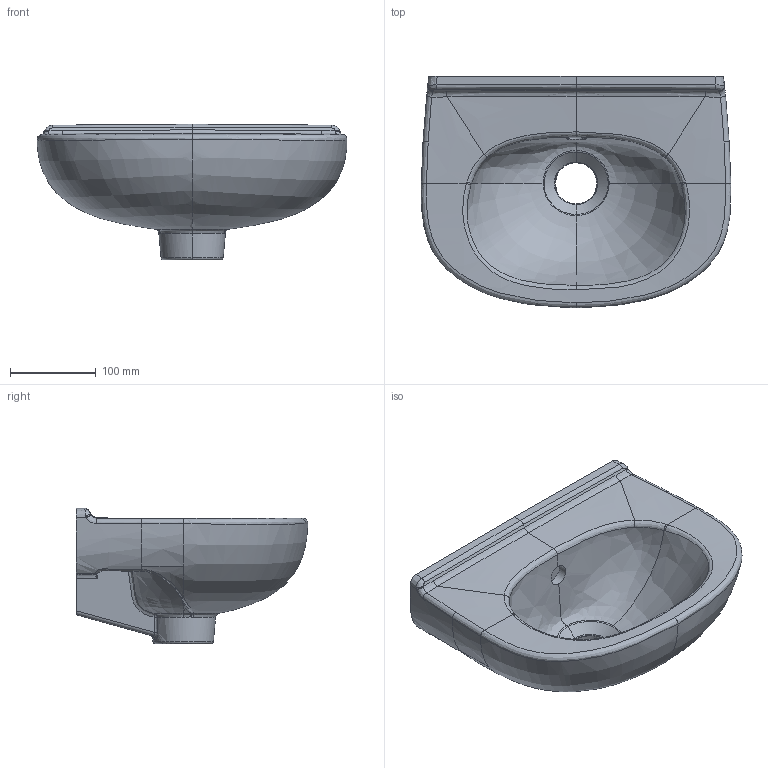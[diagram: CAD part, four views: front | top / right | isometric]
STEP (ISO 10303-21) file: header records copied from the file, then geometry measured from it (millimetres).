
FILE_DESCRIPTION(/* description */ (''),/* implementation_level */ '2;1');
FILE_NAME(/* name */ '536036_Onovo_HWB.stp',/* time_stamp */ '2019-03-14T07:24:34+01:00',/* author */ (''),/* organization */ (''),/* preprocessor_version */ 'ST-DEVELOPER v16',/* originating_system */ 'SIEMENS PLM Software NX 10.0',/* authorisation */ '');
FILE_SCHEMA (('AUTOMOTIVE_DESIGN { 1 0 10303 214 3 1 1 1 }'));
Length unit declared in the file: millimetre
Products named in the file (1): Sier1D5050E6cdgm
Bounding box: 360.84 x 269.92 x 157.95 mm (x, y, z)
Volume: 4514060.4 mm3; surface area: 307746.1 mm2
Topology: 1 solids, 1 shells, 135 faces, 344 edges, 206 vertices
Faces by surface type: bspline 113, plane 11, sphere 6, cylinder 3, extrusion 2
Full cylindrical faces by diameter (mm): 24 x1
Entity records: 18397 total; most frequent: CARTESIAN_POINT 16238, ORIENTED_EDGE 678, EDGE_CURVE 339, B_SPLINE_CURVE_WITH_KNOTS 207, VERTEX_POINT 205, EDGE_LOOP 136, ADVANCED_FACE 135, FACE_OUTER_BOUND 134
